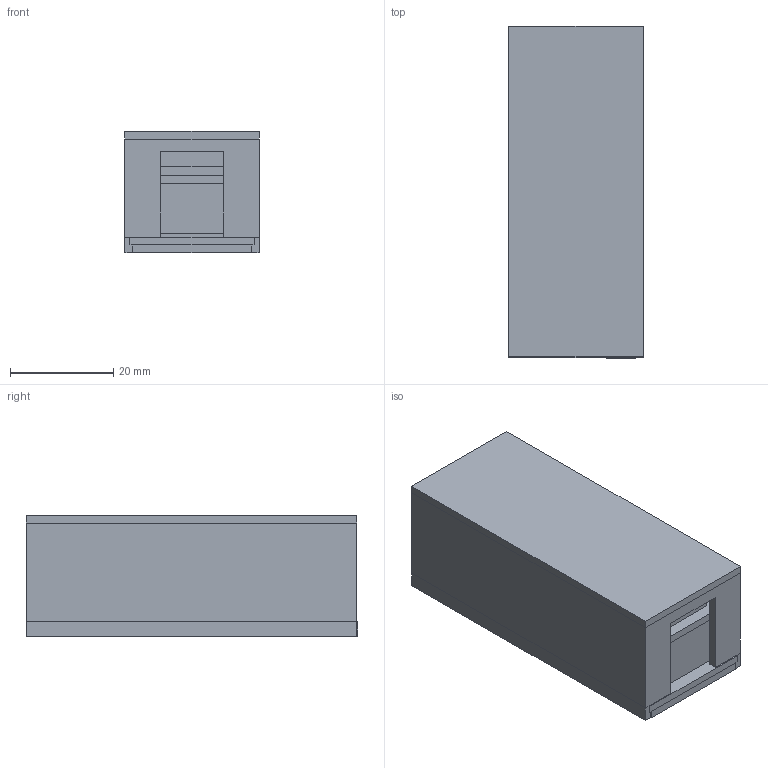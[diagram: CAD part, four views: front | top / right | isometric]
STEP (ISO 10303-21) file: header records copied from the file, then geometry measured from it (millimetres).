
FILE_DESCRIPTION(('FreeCAD Model'),'2;1');
FILE_NAME('Open CASCADE Shape Model','2023-07-30T18:56:38',('Author'),( ''),'Open CASCADE STEP processor 7.5','FreeCAD','Unknown');
FILE_SCHEMA(('AUTOMOTIVE_DESIGN { 1 0 10303 214 1 1 1 1 }'));
Length unit declared in the file: millimetre
Products named in the file (4): ESPlant_Case; CaseBottom; CaseMiddle; CaseLid
Assembly tree (3 placements, depth 2):
  ESPlant_Case
    CaseBottom
    CaseMiddle
    CaseLid
Bounding box: 26 x 64.18 x 23.5 mm (x, y, z)
Volume: 16984.8 mm3; surface area: 19091.6 mm2
Topology: 3 solids, 3 shells, 93 faces, 219 edges, 135 vertices
Faces by surface type: plane 84, cylinder 9
Full cylindrical faces by diameter (mm): 1.8 x3, 2 x6
Entity records: 5539 total; most frequent: CARTESIAN_POINT 889, DIRECTION 866, LINE 630, VECTOR 630, ORIENTED_EDGE 438, PCURVE 438, DEFINITIONAL_REPRESENTATION 438, EDGE_CURVE 219
